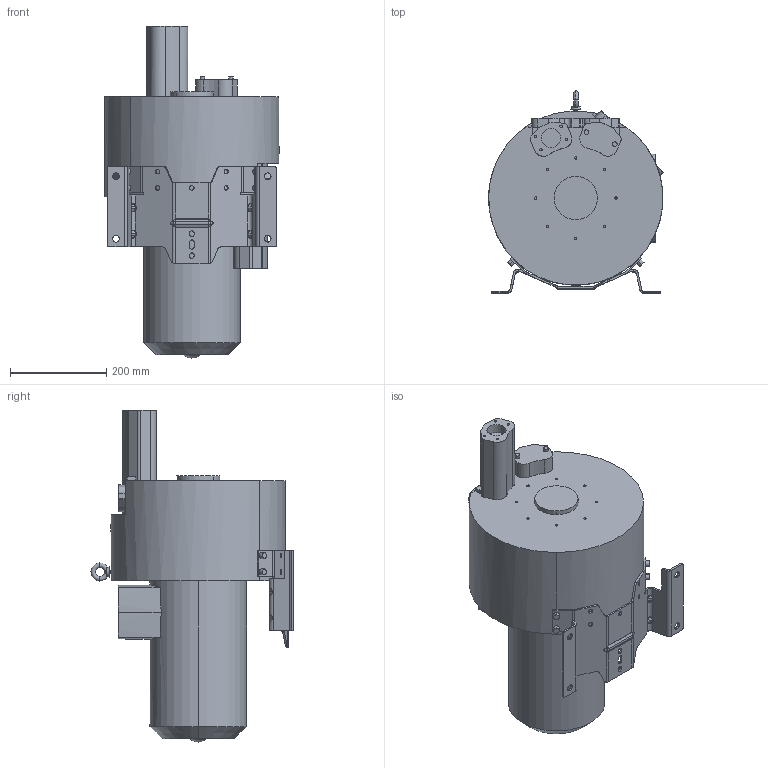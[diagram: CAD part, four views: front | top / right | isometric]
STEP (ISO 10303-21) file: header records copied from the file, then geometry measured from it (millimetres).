
FILE_DESCRIPTION (( 'STEP AP203' ), '1' );
FILE_NAME ('4RB430-0AP41-1.STEP', '2025-05-26T03:22:11', ( '' ), ( '' ), 'SwSTEP 2.0', 'SolidWorks 2025', '' );
FILE_SCHEMA (( 'CONFIG_CONTROL_DESIGN' ));
Length unit declared in the file: millimetre
Products named in the file (1): 4RB430-0AP41-1
Bounding box: 362.62 x 419.71 x 689.39 mm (x, y, z)
Volume: 33892165.7 mm3; surface area: 964377.4 mm2
Topology: 1 solids, 9 shells, 719 faces, 1865 edges, 1203 vertices
Faces by surface type: cylinder 340, plane 251, bspline 98, torus 18, cone 7, sphere 5
Entity records: 30723 total; most frequent: CARTESIAN_POINT 14237, ORIENTED_EDGE 3726, DIRECTION 2978, EDGE_CURVE 1863, VERTEX_POINT 1202, AXIS2_PLACEMENT_3D 1147, EDGE_LOOP 791, ADVANCED_FACE 719
